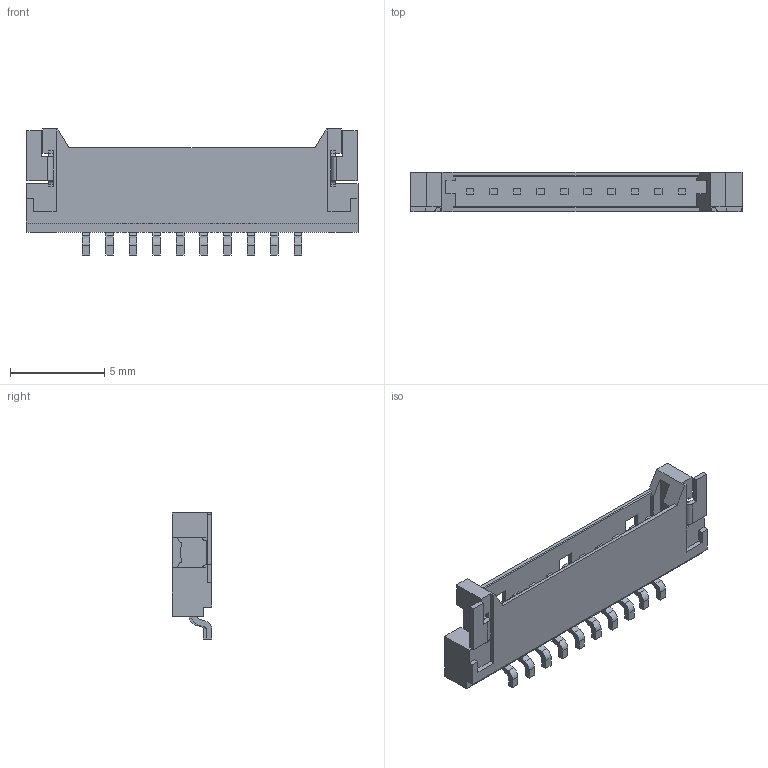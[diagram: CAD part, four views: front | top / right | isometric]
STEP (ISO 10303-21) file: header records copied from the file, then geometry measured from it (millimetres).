
FILE_DESCRIPTION (( 'STEP AP214' ), '1' );
FILE_NAME ('FWF12510-S10B14W5M-A-REF .STEP', '2025-11-19T07:19:39', ( '' ), ( '' ), 'SwSTEP 2.0', 'SolidWorks 2021', '' );
FILE_SCHEMA (( 'AUTOMOTIVE_DESIGN' ));
Length unit declared in the file: millimetre
Products named in the file (1): FWF12510-S10B14W5M-A-REF 
Bounding box: 17.65 x 2.1 x 6.7 mm (x, y, z)
Volume: 85.8 mm3; surface area: 448.6 mm2
Topology: 1 solids, 1 shells, 298 faces, 796 edges, 524 vertices
Faces by surface type: plane 242, cylinder 56
Entity records: 9222 total; most frequent: CARTESIAN_POINT 1619, ORIENTED_EDGE 1592, DIRECTION 1510, EDGE_CURVE 796, VECTOR 680, LINE 680, VERTEX_POINT 524, AXIS2_PLACEMENT_3D 415
